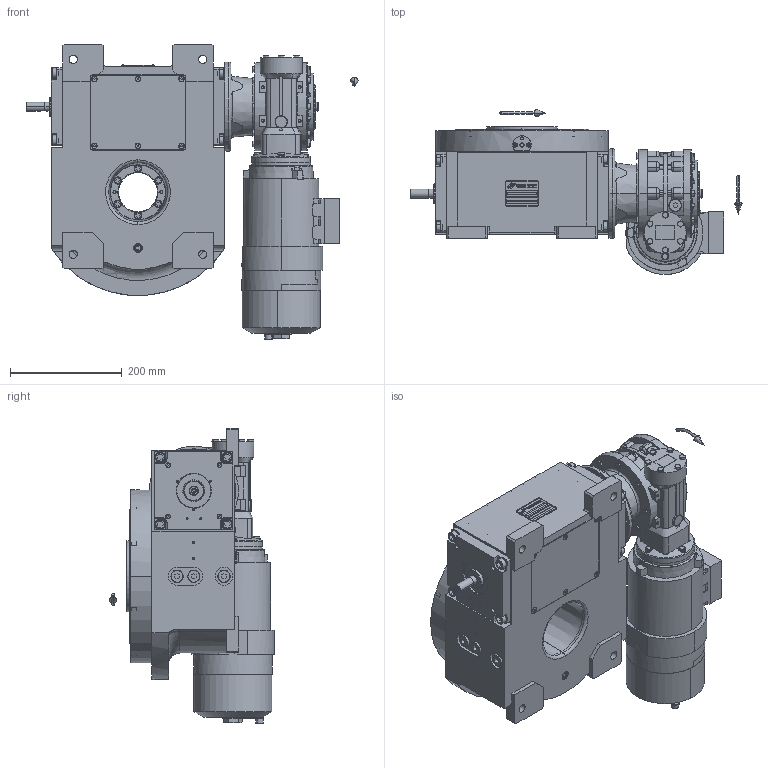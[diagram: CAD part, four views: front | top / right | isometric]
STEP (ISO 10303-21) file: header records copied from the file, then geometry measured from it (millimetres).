
FILE_DESCRIPTION (( 'STEP AP203' ), '1' );
FILE_NAME ('PC5201800.step', '2026-02-03T08:47:45', ( '' ), ( '' ), 'SwSTEP 2.0', 'SolidWorks 2020', '' );
FILE_SCHEMA (( 'CONFIG_CONTROL_DESIGN' ));
Length unit declared in the file: millimetre
Products named in the file (85): RIG09_005_ASM.stp; rig09_071_6_m.stp; AS_rig09_017; cfn2276_01_056; AS_900_38_30_003; RIG09_021_AF0.stp; cfn2000_01_081; cfn2000_01_126; cfn2003_01_054; rig09_003_6; cfn2000_01_099; cfn2155_01_196; CFN2223_02_004.stp; AS_rig09_004; olio_agip_blasia_150; freccia_angolare_albero; freccia_angolare; AS_rig09_071_6_m; rig09_007_master; AS_rig09_002_bl; CFN2356_03_053.stp; cfn2104_01_018; cfn2155_01_095; CFN2104_02_018.stp; RMI70_F3_LCB_SX_71B14; 900_38_30_003; CFN2010_01_020.stp; rig09_004; cfn2151_01_170; rig09_002_bl; AS_rig09_016; CFN2223_02_003.stp; cfn2128_04_002; CFN2155_01_195.stp; cfn2151_01_167; rig09_016; CFN2203_02_002.stp; cfn2128_19_002; rig09_017; cfn2205_01_015 ...
Assembly tree (73 placements, depth 5):
  cfn2276_01_056
  CFN2223_02_004.stp
  olio_agip_blasia_150
  rig09_007_master
  CFN2356_03_053.stp
Bounding box: 594.5 x 295.5 x 529.17 mm (x, y, z)
Volume: 11186002 mm3; surface area: 1734172.3 mm2
Topology: 64 solids, 64 shells, 3722 faces, 9346 edges, 5948 vertices
Faces by surface type: plane 1771, cylinder 1097, cone 574, torus 266, bspline 10, sphere 4
Entity records: 137085 total; most frequent: CARTESIAN_POINT 40825, ORIENTED_EDGE 18310, DIRECTION 18159, EDGE_CURVE 9155, AXIS2_PLACEMENT_3D 6696, VERTEX_POINT 5884, LINE 4767, VECTOR 4767
